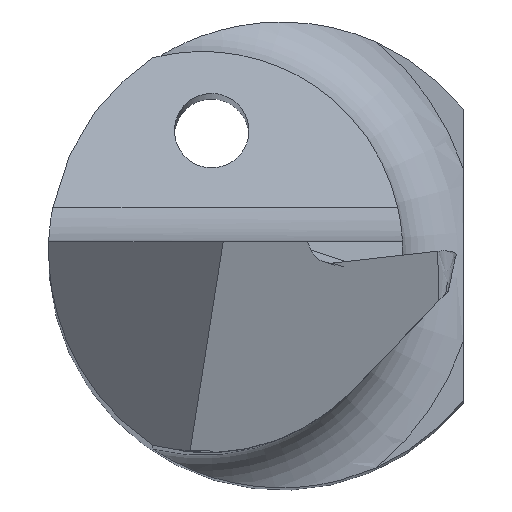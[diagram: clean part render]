
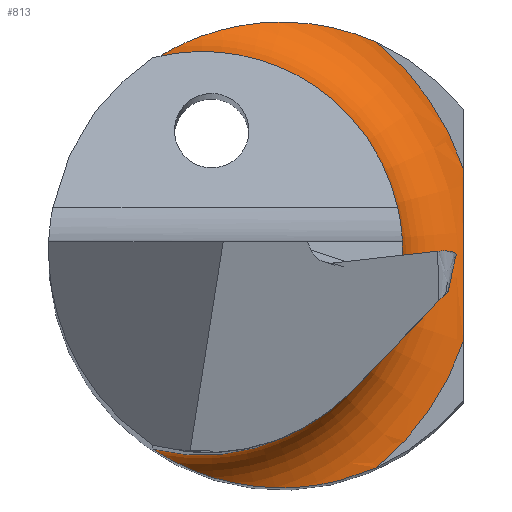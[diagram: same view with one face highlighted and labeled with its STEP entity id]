
A CAD part, top view. The second image highlights one B-rep face of the part: STEP entity #813.
In plain terms, the highlighted toroidal (fillet/blend) face has major radius 2.95 mm and minor radius 0.8 mm.
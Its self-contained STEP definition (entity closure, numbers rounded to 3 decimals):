
#14 = VERTEX_POINT ( 'NONE', #95 ) ;
#29 = CARTESIAN_POINT ( 'NONE',  ( 1.95, 0.929, 15. ) ) ;
#36 = CARTESIAN_POINT ( 'NONE',  ( 1.95, -0.619, 15. ) ) ;
#40 = CARTESIAN_POINT ( 'NONE',  ( -0.111, 2.508, 15.072 ) ) ;
#73 = VERTEX_POINT ( 'NONE', #856 ) ;
#82 = CARTESIAN_POINT ( 'NONE',  ( 0.804, -2.379, 15. ) ) ;
#91 = DIRECTION ( 'NONE',  ( 0., 0., -1. ) ) ;
#92 = CARTESIAN_POINT ( 'NONE',  ( 1.95, 0.929, 15. ) ) ;
#95 = CARTESIAN_POINT ( 'NONE',  ( 1.018, 2.284, 15. ) ) ;
#98 = CARTESIAN_POINT ( 'NONE',  ( -0.219, -2.493, 15.095 ) ) ;
#115 = CARTESIAN_POINT ( 'NONE',  ( -1.382, 2.083, 15.741 ) ) ;
#121 = EDGE_LOOP ( 'NONE', ( #916, #126, #464, #379, #301, #937 ) ) ;
#126 = ORIENTED_EDGE ( 'NONE', *, *, #313, .F. ) ;
#178 = CARTESIAN_POINT ( 'NONE',  ( 1.018, -2.284, 15. ) ) ;
#188 = CARTESIAN_POINT ( 'NONE',  ( -1.382, -2.083, 15.741 ) ) ;
#192 = CARTESIAN_POINT ( 'NONE',  ( -1.382, 2.083, 15.8 ) ) ;
#248 = VERTEX_POINT ( 'NONE', #951 ) ;
#259 = DIRECTION ( 'NONE',  ( 0., 0., 1. ) ) ;
#263 = CARTESIAN_POINT ( 'NONE',  ( -1.365, -2.095, 15.684 ) ) ;
#291 = AXIS2_PLACEMENT_3D ( 'NONE', #505, #953, #572 ) ;
#296 = VERTEX_POINT ( 'NONE', #92 ) ;
#299 = CARTESIAN_POINT ( 'NONE',  ( -1.161, -2.216, 15.43 ) ) ;
#301 = ORIENTED_EDGE ( 'NONE', *, *, #368, .F. ) ;
#306 = CARTESIAN_POINT ( 'NONE',  ( -0.85, 0., 15. ) ) ;
#313 = EDGE_CURVE ( 'NONE', #14, #296, #690, .T. ) ;
#324 = CARTESIAN_POINT ( 'NONE',  ( 1.95, 0.619, 15. ) ) ;
#328 = CARTESIAN_POINT ( 'NONE',  ( 0.578, 2.443, 15.007 ) ) ;
#332 = CARTESIAN_POINT ( 'NONE',  ( 0.123, 2.508, 15.043 ) ) ;
#337 = CARTESIAN_POINT ( 'NONE',  ( -1.365, 2.095, 15.684 ) ) ;
#367 = AXIS2_PLACEMENT_3D ( 'NONE', #306, #519, #890 ) ;
#368 = EDGE_CURVE ( 'NONE', #73, #248, #684, .T. ) ;
#369 = CIRCLE ( 'NONE', #291, 2.15 ) ;
#370 = CARTESIAN_POINT ( 'NONE',  ( 0.123, -2.5, 15.046 ) ) ;
#371 = VERTEX_POINT ( 'NONE', #639 ) ;
#376 = CARTESIAN_POINT ( 'NONE',  ( 0.583, -2.442, 15.007 ) ) ;
#379 = ORIENTED_EDGE ( 'NONE', *, *, #907, .F. ) ;
#386 = DIRECTION ( 'NONE',  ( 1., 0., 0. ) ) ;
#394 = CARTESIAN_POINT ( 'NONE',  ( -0.443, -2.463, 15.141 ) ) ;
#399 = DIRECTION ( 'NONE',  ( 1., 0., 0. ) ) ;
#400 = CARTESIAN_POINT ( 'NONE',  ( -0.447, 2.462, 15.142 ) ) ;
#404 = EDGE_CURVE ( 'NONE', #371, #14, #523, .T. ) ;
#411 = CARTESIAN_POINT ( 'NONE',  ( -1.068, 2.263, 15.373 ) ) ;
#415 = CARTESIAN_POINT ( 'NONE',  ( -1.312, 2.128, 15.585 ) ) ;
#423 = CIRCLE ( 'NONE', #706, 2.95 ) ;
#464 = ORIENTED_EDGE ( 'NONE', *, *, #404, .F. ) ;
#473 = FACE_OUTER_BOUND ( 'NONE', #121, .T. ) ;
#477 = EDGE_CURVE ( 'NONE', #296, #551, #553, .T. ) ;
#485 = CARTESIAN_POINT ( 'NONE',  ( -1.277, 2.15, 15.543 ) ) ;
#505 = CARTESIAN_POINT ( 'NONE',  ( -0.85, 0., 15.8 ) ) ;
#509 = CARTESIAN_POINT ( 'NONE',  ( 1.95, -0.929, 15. ) ) ;
#519 = DIRECTION ( 'NONE',  ( 0., 0., -1. ) ) ;
#523 = B_SPLINE_CURVE_WITH_KNOTS ( 'NONE', 3,
 ( #192, #115, #337, #415, #485, #932, #411, #643, #720, #624, #400, #40, #332, #328, #936, #716 ),
 .UNSPECIFIED., .F., .F.,
 ( 4, 2, 2, 2, 2, 2, 2, 4 ),
 ( 0., 0., 0., 0.001, 0.001, 0.001, 0.002, 0.003 ),
 .UNSPECIFIED. ) ;
#551 = VERTEX_POINT ( 'NONE', #648 ) ;
#553 = B_SPLINE_CURVE_WITH_KNOTS ( 'NONE', 3,
 ( #29, #324, #780, #705, #36, #509 ),
 .UNSPECIFIED., .F., .F.,
 ( 4, 2, 4 ),
 ( 0., 0.001, 0.002 ),
 .UNSPECIFIED. ) ;
#572 = DIRECTION ( 'NONE',  ( 1., 0., 0. ) ) ;
#596 = CARTESIAN_POINT ( 'NONE',  ( -0.769, -2.381, 15.236 ) ) ;
#624 = CARTESIAN_POINT ( 'NONE',  ( -0.556, 2.44, 15.169 ) ) ;
#639 = CARTESIAN_POINT ( 'NONE',  ( -1.382, 2.083, 15.8 ) ) ;
#643 = CARTESIAN_POINT ( 'NONE',  ( -0.874, 2.344, 15.276 ) ) ;
#648 = CARTESIAN_POINT ( 'NONE',  ( 1.95, -0.929, 15. ) ) ;
#673 = CARTESIAN_POINT ( 'NONE',  ( -0.872, -2.345, 15.275 ) ) ;
#684 = B_SPLINE_CURVE_WITH_KNOTS ( 'NONE', 3,
 ( #178, #82, #376, #691, #370, #770, #98, #394, #697, #596, #673, #971, #299, #895, #711, #263, #188, #858 ),
 .UNSPECIFIED., .F., .F.,
 ( 4, 2, 2, 2, 2, 2, 2, 2, 4 ),
 ( 0., 0.001, 0.001, 0.001, 0.002, 0.002, 0.002, 0.003, 0.003 ),
 .UNSPECIFIED. ) ;
#690 = CIRCLE ( 'NONE', #367, 2.95 ) ;
#691 = CARTESIAN_POINT ( 'NONE',  ( 0.24, -2.491, 15.034 ) ) ;
#697 = CARTESIAN_POINT ( 'NONE',  ( -0.555, -2.44, 15.169 ) ) ;
#705 = CARTESIAN_POINT ( 'NONE',  ( 1.95, -0.31, 15.014 ) ) ;
#706 = AXIS2_PLACEMENT_3D ( 'NONE', #760, #91, #386 ) ;
#711 = CARTESIAN_POINT ( 'NONE',  ( -1.312, -2.128, 15.585 ) ) ;
#716 = CARTESIAN_POINT ( 'NONE',  ( 1.018, 2.284, 15. ) ) ;
#720 = CARTESIAN_POINT ( 'NONE',  ( -0.77, 2.381, 15.236 ) ) ;
#723 = EDGE_CURVE ( 'NONE', #551, #73, #423, .T. ) ;
#747 = TOROIDAL_SURFACE ( 'NONE', #849, 2.95, 0.8 ) ;
#760 = CARTESIAN_POINT ( 'NONE',  ( -0.85, 0., 15. ) ) ;
#770 = CARTESIAN_POINT ( 'NONE',  ( -0.106, -2.5, 15.076 ) ) ;
#780 = CARTESIAN_POINT ( 'NONE',  ( 1.95, 0.31, 15.014 ) ) ;
#813 = ADVANCED_FACE ( 'NONE', ( #473 ), #747, .F. ) ;
#849 = AXIS2_PLACEMENT_3D ( 'NONE', #920, #259, #399 ) ;
#856 = CARTESIAN_POINT ( 'NONE',  ( 1.018, -2.284, 15. ) ) ;
#858 = CARTESIAN_POINT ( 'NONE',  ( -1.382, -2.083, 15.8 ) ) ;
#890 = DIRECTION ( 'NONE',  ( 1., 0., 0. ) ) ;
#895 = CARTESIAN_POINT ( 'NONE',  ( -1.277, -2.15, 15.543 ) ) ;
#907 = EDGE_CURVE ( 'NONE', #248, #371, #369, .T. ) ;
#916 = ORIENTED_EDGE ( 'NONE', *, *, #477, .F. ) ;
#920 = CARTESIAN_POINT ( 'NONE',  ( -0.85, 0., 15.8 ) ) ;
#932 = CARTESIAN_POINT ( 'NONE',  ( -1.161, 2.216, 15.43 ) ) ;
#936 = CARTESIAN_POINT ( 'NONE',  ( 0.805, 2.378, 15. ) ) ;
#937 = ORIENTED_EDGE ( 'NONE', *, *, #723, .F. ) ;
#951 = CARTESIAN_POINT ( 'NONE',  ( -1.382, -2.083, 15.8 ) ) ;
#953 = DIRECTION ( 'NONE',  ( 0., 0., 1. ) ) ;
#971 = CARTESIAN_POINT ( 'NONE',  ( -1.068, -2.263, 15.372 ) ) ;
